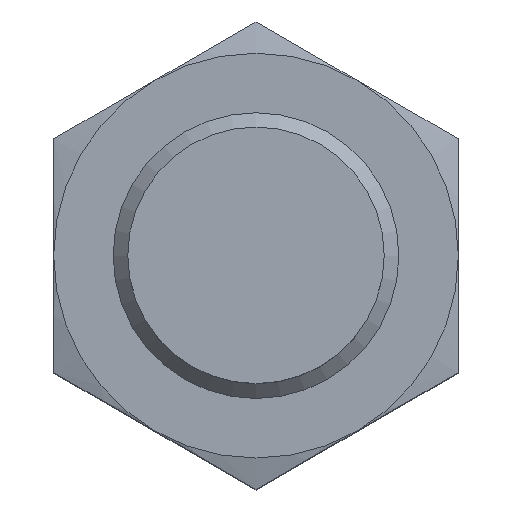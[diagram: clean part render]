
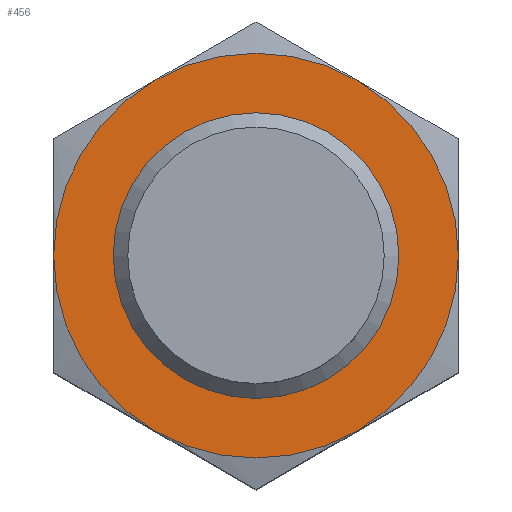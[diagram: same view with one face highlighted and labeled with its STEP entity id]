
A CAD part, top view. The second image highlights one B-rep face of the part: STEP entity #456.
In plain terms, the highlighted face is planar.
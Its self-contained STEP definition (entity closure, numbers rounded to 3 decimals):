
#68=PLANE('',#540);
#113=CIRCLE('',#525,8.5);
#114=CIRCLE('',#527,8.5);
#115=CIRCLE('',#529,8.5);
#116=CIRCLE('',#531,8.5);
#117=CIRCLE('',#533,8.5);
#120=CIRCLE('',#539,8.5);
#121=CIRCLE('',#541,6.);
#187=ORIENTED_EDGE('',*,*,#283,.F.);
#188=ORIENTED_EDGE('',*,*,#263,.T.);
#189=ORIENTED_EDGE('',*,*,#264,.T.);
#190=ORIENTED_EDGE('',*,*,#267,.T.);
#191=ORIENTED_EDGE('',*,*,#273,.T.);
#192=ORIENTED_EDGE('',*,*,#282,.T.);
#193=ORIENTED_EDGE('',*,*,#272,.T.);
#263=EDGE_CURVE('',#313,#315,#113,.T.);
#264=EDGE_CURVE('',#315,#316,#114,.T.);
#267=EDGE_CURVE('',#316,#318,#115,.T.);
#272=EDGE_CURVE('',#320,#313,#116,.T.);
#273=EDGE_CURVE('',#318,#322,#117,.T.);
#282=EDGE_CURVE('',#322,#320,#120,.T.);
#283=EDGE_CURVE('',#327,#327,#121,.T.);
#313=VERTEX_POINT('',#796);
#315=VERTEX_POINT('',#802);
#316=VERTEX_POINT('',#806);
#318=VERTEX_POINT('',#818);
#320=VERTEX_POINT('',#833);
#322=VERTEX_POINT('',#842);
#327=VERTEX_POINT('',#879);
#365=EDGE_LOOP('',(#187));
#366=EDGE_LOOP('',(#188,#189,#190,#191,#192,#193));
#413=FACE_BOUND('',#365,.T.);
#414=FACE_BOUND('',#366,.T.);
#456=ADVANCED_FACE('',(#413,#414),#68,.F.);
#525=AXIS2_PLACEMENT_3D('',#803,#621,#622);
#527=AXIS2_PLACEMENT_3D('',#805,#625,#626);
#529=AXIS2_PLACEMENT_3D('',#817,#629,#630);
#531=AXIS2_PLACEMENT_3D('',#839,#633,#634);
#533=AXIS2_PLACEMENT_3D('',#841,#637,#638);
#539=AXIS2_PLACEMENT_3D('',#876,#649,#650);
#540=AXIS2_PLACEMENT_3D('',#877,#651,#652);
#541=AXIS2_PLACEMENT_3D('',#878,#653,#654);
#621=DIRECTION('',(1.,0.,0.));
#622=DIRECTION('',(0.,0.,-1.));
#625=DIRECTION('',(1.,0.,0.));
#626=DIRECTION('',(0.,0.,-1.));
#629=DIRECTION('',(1.,0.,0.));
#630=DIRECTION('',(0.,0.,-1.));
#633=DIRECTION('',(1.,0.,0.));
#634=DIRECTION('',(0.,0.,-1.));
#637=DIRECTION('',(1.,0.,0.));
#638=DIRECTION('',(0.,0.,-1.));
#649=DIRECTION('',(1.,0.,0.));
#650=DIRECTION('',(0.,0.,-1.));
#651=DIRECTION('',(-1.,0.,0.));
#652=DIRECTION('',(0.,0.,1.));
#653=DIRECTION('',(1.,0.,0.));
#654=DIRECTION('',(0.,0.,-1.));
#796=CARTESIAN_POINT('',(4.,0.,-8.5));
#802=CARTESIAN_POINT('',(4.,7.361,-4.25));
#803=CARTESIAN_POINT('',(4.,0.,0.));
#805=CARTESIAN_POINT('',(4.,0.,0.));
#806=CARTESIAN_POINT('',(4.,7.361,4.25));
#817=CARTESIAN_POINT('',(4.,0.,0.));
#818=CARTESIAN_POINT('',(4.,0.,8.5));
#833=CARTESIAN_POINT('',(4.,-7.361,-4.25));
#839=CARTESIAN_POINT('',(4.,0.,0.));
#841=CARTESIAN_POINT('',(4.,0.,0.));
#842=CARTESIAN_POINT('',(4.,-7.361,4.25));
#876=CARTESIAN_POINT('',(4.,0.,0.));
#877=CARTESIAN_POINT('',(4.,8.5,0.));
#878=CARTESIAN_POINT('',(4.,0.,0.));
#879=CARTESIAN_POINT('',(4.,0.,-6.));
